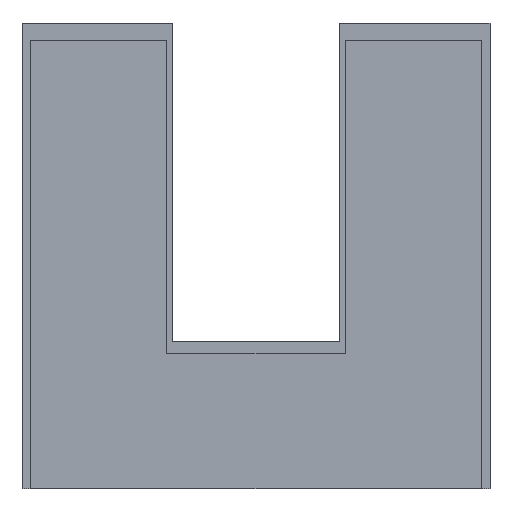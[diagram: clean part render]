
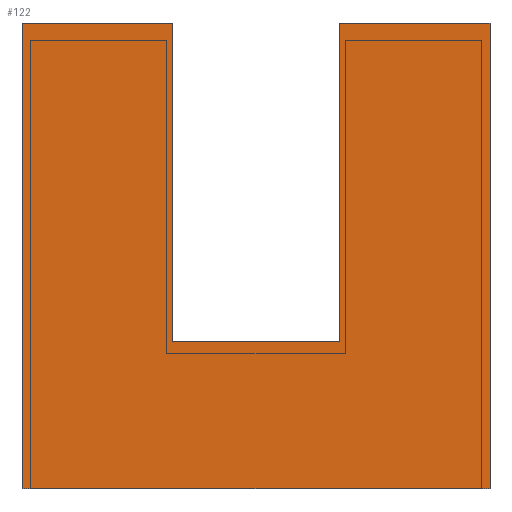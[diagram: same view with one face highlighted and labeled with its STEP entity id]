
A CAD part, front view. The second image highlights one B-rep face of the part: STEP entity #122.
In plain terms, the highlighted planar face has unit normal (0, -1, 0).
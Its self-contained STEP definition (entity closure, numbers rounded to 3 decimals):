
#122 = ADVANCED_FACE( '', ( #216 ), #217, .T. );
#216 = FACE_OUTER_BOUND( '', #290, .T. );
#217 = PLANE( '', #291 );
#290 = EDGE_LOOP( '', ( #454, #455, #456, #457, #458, #459, #460, #461 ) );
#291 = AXIS2_PLACEMENT_3D( '', #462, #463, #464 );
#454 = ORIENTED_EDGE( '', *, *, #487, .T. );
#455 = ORIENTED_EDGE( '', *, *, #540, .T. );
#456 = ORIENTED_EDGE( '', *, *, #533, .T. );
#457 = ORIENTED_EDGE( '', *, *, #527, .T. );
#458 = ORIENTED_EDGE( '', *, *, #536, .T. );
#459 = ORIENTED_EDGE( '', *, *, #491, .T. );
#460 = ORIENTED_EDGE( '', *, *, #531, .T. );
#461 = ORIENTED_EDGE( '', *, *, #477, .T. );
#462 = CARTESIAN_POINT( '', ( -2.055, -500.1, 4.09 ) );
#463 = DIRECTION( '', ( 0., -1., 0. ) );
#464 = DIRECTION( '', ( 0., 0., -1. ) );
#477 = EDGE_CURVE( '', #548, #546, #549, .T. );
#487 = EDGE_CURVE( '', #546, #563, #565, .T. );
#491 = EDGE_CURVE( '', #572, #570, #573, .T. );
#527 = EDGE_CURVE( '', #625, #623, #626, .T. );
#531 = EDGE_CURVE( '', #570, #548, #630, .T. );
#533 = EDGE_CURVE( '', #632, #625, #633, .T. );
#536 = EDGE_CURVE( '', #623, #572, #636, .T. );
#540 = EDGE_CURVE( '', #563, #632, #640, .T. );
#546 = VERTEX_POINT( '', #647 );
#548 = VERTEX_POINT( '', #650 );
#549 = LINE( '', #651, #652 );
#563 = VERTEX_POINT( '', #672 );
#565 = LINE( '', #675, #676 );
#570 = VERTEX_POINT( '', #682 );
#572 = VERTEX_POINT( '', #685 );
#573 = LINE( '', #686, #687 );
#623 = VERTEX_POINT( '', #763 );
#625 = VERTEX_POINT( '', #766 );
#626 = LINE( '', #767, #768 );
#630 = LINE( '', #773, #774 );
#632 = VERTEX_POINT( '', #776 );
#633 = LINE( '', #777, #778 );
#636 = LINE( '', #782, #783 );
#640 = LINE( '', #787, #788 );
#647 = CARTESIAN_POINT( '', ( -0.735, -500.1, 4.09 ) );
#650 = CARTESIAN_POINT( '', ( -0.735, -500.1, 1.29 ) );
#651 = CARTESIAN_POINT( '', ( -0.735, -500.1, 1.29 ) );
#652 = VECTOR( '', #792, 1000. );
#672 = CARTESIAN_POINT( '', ( -2.055, -500.1, 4.09 ) );
#675 = CARTESIAN_POINT( '', ( -0.735, -500.1, 4.09 ) );
#676 = VECTOR( '', #800, 1000. );
#682 = CARTESIAN_POINT( '', ( 0.735, -500.1, 1.29 ) );
#685 = CARTESIAN_POINT( '', ( 0.735, -500.1, 4.09 ) );
#686 = CARTESIAN_POINT( '', ( 0.735, -500.1, 4.09 ) );
#687 = VECTOR( '', #803, 1000. );
#763 = CARTESIAN_POINT( '', ( 2.055, -500.1, 4.09 ) );
#766 = CARTESIAN_POINT( '', ( 2.055, -500.1, 0. ) );
#767 = CARTESIAN_POINT( '', ( 2.055, -500.1, 0. ) );
#768 = VECTOR( '', #831, 1000. );
#773 = CARTESIAN_POINT( '', ( 0.735, -500.1, 1.29 ) );
#774 = VECTOR( '', #833, 1000. );
#776 = CARTESIAN_POINT( '', ( -2.055, -500.1, 0. ) );
#777 = CARTESIAN_POINT( '', ( -2.055, -500.1, 0. ) );
#778 = VECTOR( '', #834, 1000. );
#782 = CARTESIAN_POINT( '', ( 2.055, -500.1, 4.09 ) );
#783 = VECTOR( '', #836, 1000. );
#787 = CARTESIAN_POINT( '', ( -2.055, -500.1, 4.09 ) );
#788 = VECTOR( '', #837, 1000. );
#792 = DIRECTION( '', ( 0., 0., 1. ) );
#800 = DIRECTION( '', ( -1., 0., 0. ) );
#803 = DIRECTION( '', ( 0., 0., -1. ) );
#831 = DIRECTION( '', ( 0., 0., 1. ) );
#833 = DIRECTION( '', ( -1., 0., 0. ) );
#834 = DIRECTION( '', ( 1., 0., 0. ) );
#836 = DIRECTION( '', ( -1., 0., 0. ) );
#837 = DIRECTION( '', ( 0., 0., -1. ) );
